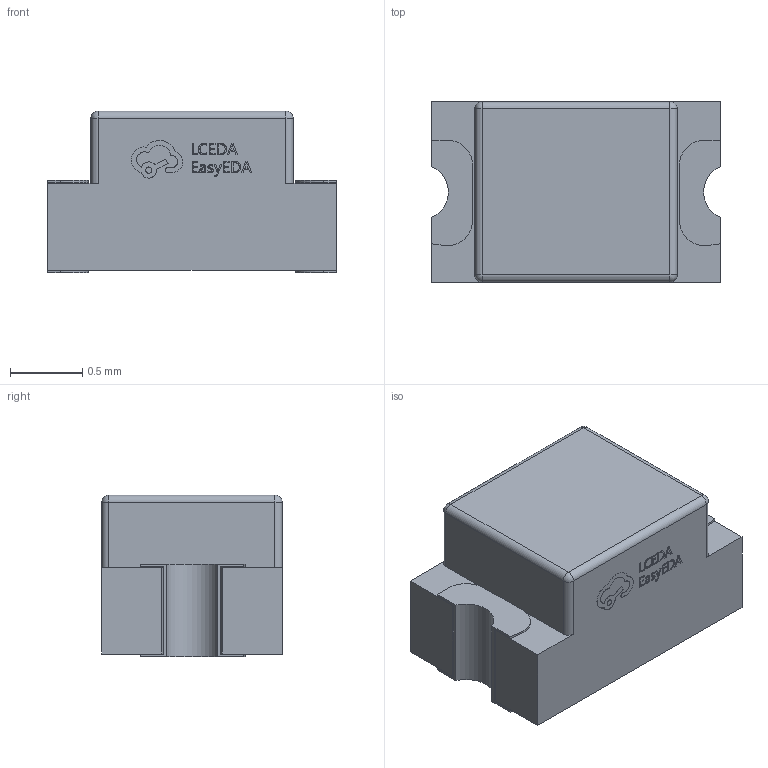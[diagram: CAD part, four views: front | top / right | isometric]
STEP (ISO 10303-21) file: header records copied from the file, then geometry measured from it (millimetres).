
FILE_DESCRIPTION((''),'2;1');
FILE_NAME('LED0805-R-RD_GREEN','2022-06-24T14:10:36',('win10'),(''),'CREO PARAMETRIC BY PTC INC, 2020033','CREO PARAMETRIC BY PTC INC, 2020033','');
FILE_SCHEMA(('CONFIG_CONTROL_DESIGN','GEOMETRIC_VALIDATION_PROPERTIES_MIM'));
Length unit declared in the file: millimetre
Products named in the file (1): LED0805-R-RD_GREEN
Bounding box: 2 x 1.25 x 1.12 mm (x, y, z)
Volume: 2.3 mm3; surface area: 14 mm2
Topology: 3 solids, 3 shells, 214 faces, 555 edges, 366 vertices
Faces by surface type: plane 113, extrusion 73, cylinder 24, sphere 4
Entity records: 8811 total; most frequent: CARTESIAN_POINT 2004, ORIENTED_EDGE 1110, DIRECTION 812, EDGE_CURVE 555, VECTOR 434, VERTEX_POINT 366, LINE 361, PRESENTATION_STYLE_ASSIGNMENT 287
